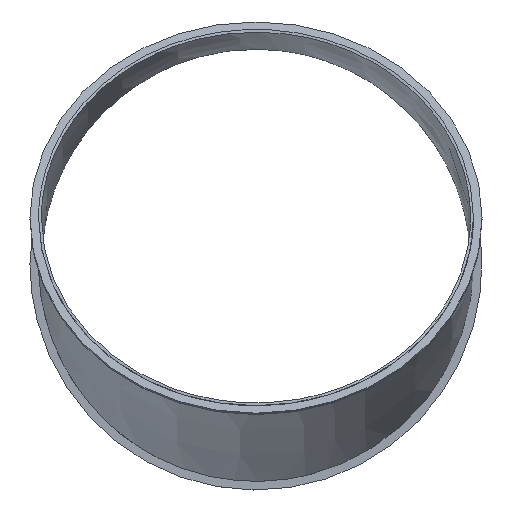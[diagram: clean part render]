
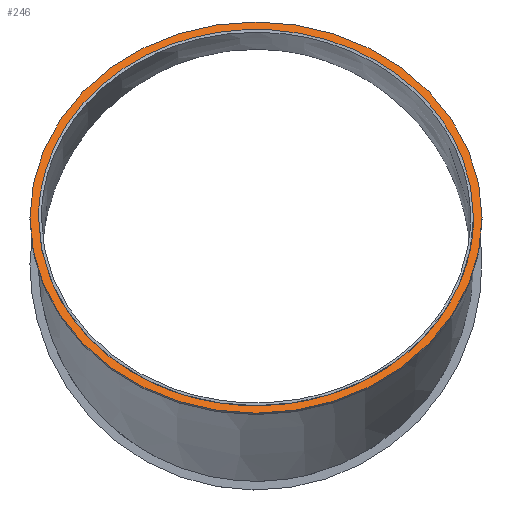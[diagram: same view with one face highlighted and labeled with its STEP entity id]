
A CAD part, top view. The second image highlights one B-rep face of the part: STEP entity #246.
In plain terms, the highlighted planar face has unit normal (0, 0.5, 0.866).
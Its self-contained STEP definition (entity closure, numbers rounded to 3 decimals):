
#73=CARTESIAN_POINT('',(-151.5,32.1,119.8));
#74=VERTEX_POINT('',#73);
#84=CARTESIAN_POINT('',(151.5,32.1,119.8));
#85=VERTEX_POINT('',#84);
#128=CARTESIAN_POINT('',(-157.5,32.1,119.8));
#129=VERTEX_POINT('',#128);
#130=CARTESIAN_POINT('',(0.0,32.1,119.8));
#131=DIRECTION('',(0.0,0.5,0.866));
#132=DIRECTION('',(1.0,0.0,0.0));
#133=AXIS2_PLACEMENT_3D('',#130,#131,#132);
#134=CIRCLE('',#133,157.5);
#135=EDGE_CURVE('',#129,#129,#134,.T.);
#186=CARTESIAN_POINT('',(0.0,32.1,119.8));
#187=DIRECTION('',(0.0,0.5,0.866));
#188=DIRECTION('',(1.0,0.0,0.0));
#189=AXIS2_PLACEMENT_3D('',#186,#187,#188);
#190=PLANE('',#189);
#191=ORIENTED_EDGE('',*,*,#135,.T.);
#192=EDGE_LOOP('',(#191));
#193=FACE_OUTER_BOUND('',#192,.T.);
#194=CARTESIAN_POINT('',(151.498,32.1,119.8));
#195=CARTESIAN_POINT('',(151.498,32.77,119.413));
#196=CARTESIAN_POINT('',(151.492,33.44,119.027));
#197=CARTESIAN_POINT('',(151.16,52.223,108.182));
#198=CARTESIAN_POINT('',(146.566,68.851,98.582));
#199=CARTESIAN_POINT('',(131.772,99.062,81.14));
#200=CARTESIAN_POINT('',(120.602,113.322,72.907));
#201=CARTESIAN_POINT('',(93.71,136.382,59.593));
#202=CARTESIAN_POINT('',(77.352,146.423,53.796));
#203=CARTESIAN_POINT('',(39.264,159.973,45.973));
#204=CARTESIAN_POINT('',(19.737,163.299,44.053));
#205=CARTESIAN_POINT('',(-20.871,163.306,44.048));
#206=CARTESIAN_POINT('',(-40.361,159.588,46.195));
#207=CARTESIAN_POINT('',(-74.094,147.581,53.127));
#208=CARTESIAN_POINT('',(-91.058,138.571,58.329));
#209=CARTESIAN_POINT('',(-120.313,113.648,72.718));
#210=CARTESIAN_POINT('',(-131.558,99.383,80.954));
#211=CARTESIAN_POINT('',(-147.05,67.968,99.091));
#212=CARTESIAN_POINT('',(-151.181,51.132,108.812));
#213=CARTESIAN_POINT('',(-151.494,33.44,119.027));
#214=CARTESIAN_POINT('',(-151.5,32.77,119.413));
#215=CARTESIAN_POINT('',(-151.5,32.1,119.8));
#216=B_SPLINE_CURVE_WITH_KNOTS('',3,(#194,#195,#196,#197,#198,#199,#200,#201,#202,#203,#204,#205,#206,#207,#208,#209,#210,#211,#212,#213,#214,#215),.UNSPECIFIED.,.F.,.U.,(4,2,2,2,2,2,2,2,2,2,4),(-52.356,-52.105,-45.305,-37.943,-31.149,-24.856,-18.202,-11.819,-5.898,0.0,0.232),.UNSPECIFIED.);
#217=EDGE_CURVE('',#85,#74,#216,.T.);
#218=ORIENTED_EDGE('',*,*,#217,.F.);
#219=CARTESIAN_POINT('',(-151.5,32.1,119.8));
#220=CARTESIAN_POINT('',(-151.5,31.431,120.187));
#221=CARTESIAN_POINT('',(-151.494,30.761,120.573));
#222=CARTESIAN_POINT('',(-151.181,13.066,130.79));
#223=CARTESIAN_POINT('',(-147.05,-3.772,140.511));
#224=CARTESIAN_POINT('',(-131.554,-35.189,158.649));
#225=CARTESIAN_POINT('',(-120.31,-49.452,166.884));
#226=CARTESIAN_POINT('',(-91.094,-74.336,181.251));
#227=CARTESIAN_POINT('',(-74.149,-83.361,186.461));
#228=CARTESIAN_POINT('',(-39.351,-95.748,193.614));
#229=CARTESIAN_POINT('',(-19.809,-99.106,195.552));
#230=CARTESIAN_POINT('',(19.737,-99.099,195.548));
#231=CARTESIAN_POINT('',(39.264,-95.773,193.627));
#232=CARTESIAN_POINT('',(77.334,-82.228,185.808));
#233=CARTESIAN_POINT('',(93.697,-72.194,180.014));
#234=CARTESIAN_POINT('',(120.605,-49.118,166.691));
#235=CARTESIAN_POINT('',(131.764,-34.867,158.464));
#236=CARTESIAN_POINT('',(146.464,-4.864,141.141));
#237=CARTESIAN_POINT('',(151.159,11.798,131.522));
#238=CARTESIAN_POINT('',(151.492,30.761,120.573));
#239=CARTESIAN_POINT('',(151.498,31.431,120.187));
#240=CARTESIAN_POINT('',(151.498,32.1,119.8));
#241=B_SPLINE_CURVE_WITH_KNOTS('',3,(#219,#220,#221,#222,#223,#224,#225,#226,#227,#228,#229,#230,#231,#232,#233,#234,#235,#236,#237,#238,#239,#240),.UNSPECIFIED.,.F.,.U.,(4,2,2,2,2,2,2,2,2,2,4),(-0.232,0.,5.899,11.82,18.181,25.18,32.154,39.675,47.815,55.232,55.504),.UNSPECIFIED.);
#242=EDGE_CURVE('',#74,#85,#241,.T.);
#243=ORIENTED_EDGE('',*,*,#242,.F.);
#244=EDGE_LOOP('',(#218,#243));
#245=FACE_BOUND('',#244,.T.);
#246=ADVANCED_FACE('',(#193,#245),#190,.T.);
